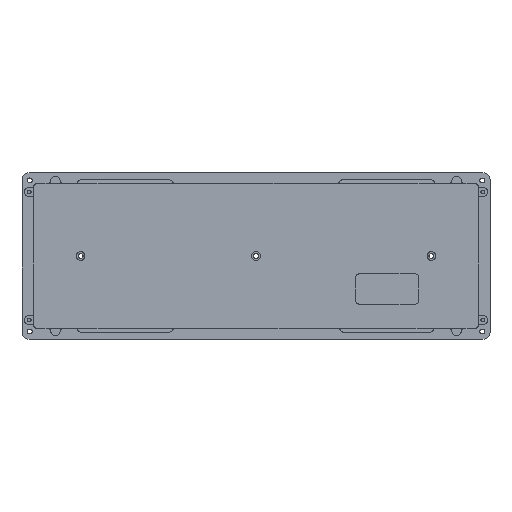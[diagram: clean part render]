
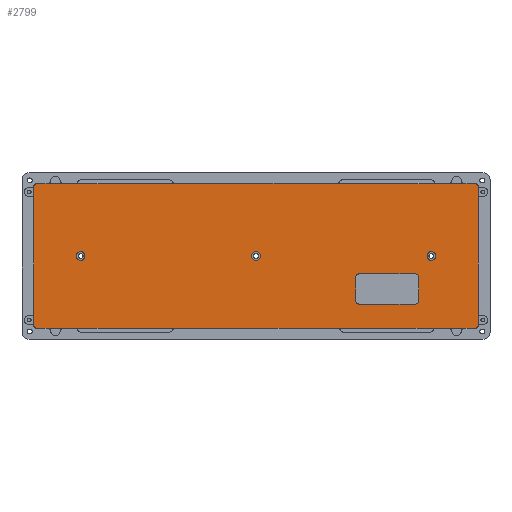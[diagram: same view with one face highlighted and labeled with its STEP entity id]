
A CAD part, top view. The second image highlights one B-rep face of the part: STEP entity #2799.
In plain terms, the highlighted planar face has unit normal (0, 0, 1).
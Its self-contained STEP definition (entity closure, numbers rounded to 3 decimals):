
#34=FACE_BOUND('',#445,.T.);
#35=FACE_BOUND('',#446,.T.);
#36=FACE_BOUND('',#447,.T.);
#37=FACE_BOUND('',#448,.T.);
#88=PLANE('',#3123);
#262=FACE_OUTER_BOUND('',#444,.T.);
#444=EDGE_LOOP('',(#2364,#2365,#2366,#2367,#2368,#2369,#2370,#2371,#2372,
#2373,#2374,#2375));
#445=EDGE_LOOP('',(#2376));
#446=EDGE_LOOP('',(#2377));
#447=EDGE_LOOP('',(#2378));
#448=EDGE_LOOP('',(#2379,#2380,#2381,#2382,#2383,#2384,#2385,#2386));
#589=LINE('',#4570,#796);
#596=LINE('',#4588,#803);
#600=LINE('',#4604,#807);
#645=LINE('',#4752,#852);
#658=LINE('',#4793,#865);
#669=LINE('',#4862,#876);
#670=LINE('',#4864,#877);
#671=LINE('',#4865,#878);
#672=LINE('',#4869,#879);
#673=LINE('',#4873,#880);
#674=LINE('',#4877,#881);
#675=LINE('',#4881,#882);
#796=VECTOR('',#3516,10.);
#803=VECTOR('',#3533,10.);
#807=VECTOR('',#3545,10.);
#852=VECTOR('',#3726,10.);
#865=VECTOR('',#3771,10.);
#876=VECTOR('',#3862,10.);
#877=VECTOR('',#3863,10.);
#878=VECTOR('',#3864,10.);
#879=VECTOR('',#3867,10.);
#880=VECTOR('',#3870,10.);
#881=VECTOR('',#3873,10.);
#882=VECTOR('',#3876,10.);
#1044=CIRCLE('',#3067,2.);
#1052=CIRCLE('',#3083,2.);
#1064=CIRCLE('',#3106,2.4);
#1067=CIRCLE('',#3111,2.4);
#1070=CIRCLE('',#3116,2.4);
#1073=CIRCLE('',#3124,2.);
#1074=CIRCLE('',#3125,2.);
#1075=CIRCLE('',#3126,2.);
#1076=CIRCLE('',#3127,2.);
#1077=CIRCLE('',#3128,2.);
#1078=CIRCLE('',#3129,2.);
#1234=VERTEX_POINT('',#4567);
#1235=VERTEX_POINT('',#4569);
#1240=VERTEX_POINT('',#4585);
#1241=VERTEX_POINT('',#4587);
#1248=VERTEX_POINT('',#4601);
#1249=VERTEX_POINT('',#4603);
#1280=VERTEX_POINT('',#4739);
#1284=VERTEX_POINT('',#4750);
#1292=VERTEX_POINT('',#4780);
#1296=VERTEX_POINT('',#4791);
#1305=VERTEX_POINT('',#4827);
#1308=VERTEX_POINT('',#4836);
#1311=VERTEX_POINT('',#4845);
#1314=VERTEX_POINT('',#4861);
#1315=VERTEX_POINT('',#4863);
#1316=VERTEX_POINT('',#4867);
#1317=VERTEX_POINT('',#4868);
#1318=VERTEX_POINT('',#4870);
#1319=VERTEX_POINT('',#4872);
#1320=VERTEX_POINT('',#4874);
#1321=VERTEX_POINT('',#4876);
#1322=VERTEX_POINT('',#4878);
#1323=VERTEX_POINT('',#4880);
#1540=EDGE_CURVE('',#1234,#1235,#589,.T.);
#1549=EDGE_CURVE('',#1240,#1241,#596,.T.);
#1557=EDGE_CURVE('',#1248,#1249,#600,.T.);
#1624=EDGE_CURVE('',#1240,#1280,#1044,.T.);
#1630=EDGE_CURVE('',#1284,#1280,#645,.F.);
#1645=EDGE_CURVE('',#1234,#1292,#1052,.T.);
#1651=EDGE_CURVE('',#1296,#1292,#658,.F.);
#1667=EDGE_CURVE('',#1305,#1305,#1064,.T.);
#1671=EDGE_CURVE('',#1308,#1308,#1067,.T.);
#1675=EDGE_CURVE('',#1311,#1311,#1070,.T.);
#1682=EDGE_CURVE('',#1296,#1249,#1073,.T.);
#1683=EDGE_CURVE('',#1314,#1248,#669,.T.);
#1684=EDGE_CURVE('',#1315,#1314,#670,.T.);
#1685=EDGE_CURVE('',#1241,#1315,#671,.T.);
#1686=EDGE_CURVE('',#1284,#1235,#1074,.T.);
#1687=EDGE_CURVE('',#1316,#1317,#672,.F.);
#1688=EDGE_CURVE('',#1318,#1317,#1075,.T.);
#1689=EDGE_CURVE('',#1318,#1319,#673,.F.);
#1690=EDGE_CURVE('',#1320,#1319,#1076,.T.);
#1691=EDGE_CURVE('',#1320,#1321,#674,.F.);
#1692=EDGE_CURVE('',#1322,#1321,#1077,.T.);
#1693=EDGE_CURVE('',#1322,#1323,#675,.F.);
#1694=EDGE_CURVE('',#1316,#1323,#1078,.T.);
#2364=ORIENTED_EDGE('',*,*,#1645,.T.);
#2365=ORIENTED_EDGE('',*,*,#1651,.F.);
#2366=ORIENTED_EDGE('',*,*,#1682,.T.);
#2367=ORIENTED_EDGE('',*,*,#1557,.F.);
#2368=ORIENTED_EDGE('',*,*,#1683,.F.);
#2369=ORIENTED_EDGE('',*,*,#1684,.F.);
#2370=ORIENTED_EDGE('',*,*,#1685,.F.);
#2371=ORIENTED_EDGE('',*,*,#1549,.F.);
#2372=ORIENTED_EDGE('',*,*,#1624,.T.);
#2373=ORIENTED_EDGE('',*,*,#1630,.F.);
#2374=ORIENTED_EDGE('',*,*,#1686,.T.);
#2375=ORIENTED_EDGE('',*,*,#1540,.F.);
#2376=ORIENTED_EDGE('',*,*,#1667,.T.);
#2377=ORIENTED_EDGE('',*,*,#1671,.T.);
#2378=ORIENTED_EDGE('',*,*,#1675,.T.);
#2379=ORIENTED_EDGE('',*,*,#1687,.T.);
#2380=ORIENTED_EDGE('',*,*,#1688,.F.);
#2381=ORIENTED_EDGE('',*,*,#1689,.T.);
#2382=ORIENTED_EDGE('',*,*,#1690,.F.);
#2383=ORIENTED_EDGE('',*,*,#1691,.T.);
#2384=ORIENTED_EDGE('',*,*,#1692,.F.);
#2385=ORIENTED_EDGE('',*,*,#1693,.T.);
#2386=ORIENTED_EDGE('',*,*,#1694,.F.);
#2799=ADVANCED_FACE('',(#262,#34,#35,#36,#37),#88,.F.);
#3067=AXIS2_PLACEMENT_3D('',#4741,#3717,#3718);
#3083=AXIS2_PLACEMENT_3D('',#4782,#3762,#3763);
#3106=AXIS2_PLACEMENT_3D('',#4828,#3818,#3819);
#3111=AXIS2_PLACEMENT_3D('',#4837,#3829,#3830);
#3116=AXIS2_PLACEMENT_3D('',#4846,#3840,#3841);
#3123=AXIS2_PLACEMENT_3D('',#4859,#3858,#3859);
#3124=AXIS2_PLACEMENT_3D('',#4860,#3860,#3861);
#3125=AXIS2_PLACEMENT_3D('',#4866,#3865,#3866);
#3126=AXIS2_PLACEMENT_3D('',#4871,#3868,#3869);
#3127=AXIS2_PLACEMENT_3D('',#4875,#3871,#3872);
#3128=AXIS2_PLACEMENT_3D('',#4879,#3874,#3875);
#3129=AXIS2_PLACEMENT_3D('',#4882,#3877,#3878);
#3516=DIRECTION('',(-1.,0.,0.));
#3533=DIRECTION('',(1.,0.,0.));
#3545=DIRECTION('',(1.,0.,0.));
#3717=DIRECTION('center_axis',(0.,0.,1.));
#3718=DIRECTION('ref_axis',(-0.707,0.707,0.));
#3726=DIRECTION('',(0.,-1.,0.));
#3762=DIRECTION('center_axis',(0.,0.,1.));
#3763=DIRECTION('ref_axis',(0.707,-0.707,0.));
#3771=DIRECTION('',(0.,1.,0.));
#3818=DIRECTION('center_axis',(0.,0.,-1.));
#3819=DIRECTION('ref_axis',(-1.,0.,0.));
#3829=DIRECTION('center_axis',(0.,0.,-1.));
#3830=DIRECTION('ref_axis',(-1.,0.,0.));
#3840=DIRECTION('center_axis',(0.,0.,-1.));
#3841=DIRECTION('ref_axis',(-1.,0.,0.));
#3858=DIRECTION('center_axis',(0.,0.,-1.));
#3859=DIRECTION('ref_axis',(-1.,0.,0.));
#3860=DIRECTION('center_axis',(0.,0.,1.));
#3861=DIRECTION('ref_axis',(0.707,0.707,0.));
#3862=DIRECTION('',(0.,-1.,0.));
#3863=DIRECTION('',(1.,0.,0.));
#3864=DIRECTION('',(0.,1.,0.));
#3865=DIRECTION('center_axis',(0.,0.,1.));
#3866=DIRECTION('ref_axis',(-0.707,-0.707,0.));
#3867=DIRECTION('',(0.,-1.,0.));
#3868=DIRECTION('center_axis',(0.,0.,1.));
#3869=DIRECTION('ref_axis',(-0.707,0.707,0.));
#3870=DIRECTION('',(-1.,0.,0.));
#3871=DIRECTION('center_axis',(0.,0.,1.));
#3872=DIRECTION('ref_axis',(0.707,0.707,0.));
#3873=DIRECTION('',(0.,1.,0.));
#3874=DIRECTION('center_axis',(0.,0.,1.));
#3875=DIRECTION('ref_axis',(0.707,-0.707,0.));
#3876=DIRECTION('',(1.,0.,0.));
#3877=DIRECTION('center_axis',(0.,0.,1.));
#3878=DIRECTION('ref_axis',(-0.707,-0.707,0.));
#4567=CARTESIAN_POINT('',(242.388,-78.2,-9.26));
#4569=CARTESIAN_POINT('',(0.5,-78.2,-9.26));
#4570=CARTESIAN_POINT('',(186.166,-78.2,-9.26));
#4585=CARTESIAN_POINT('',(0.5,2.,-9.26));
#4587=CARTESIAN_POINT('',(209.018,2.,-9.26));
#4588=CARTESIAN_POINT('',(56.722,2.,-9.26));
#4601=CARTESIAN_POINT('',(217.448,2.,-9.26));
#4603=CARTESIAN_POINT('',(242.388,2.,-9.26));
#4604=CARTESIAN_POINT('',(56.445,2.,-9.26));
#4739=CARTESIAN_POINT('',(-1.5,0.,-9.26));
#4741=CARTESIAN_POINT('Origin',(0.5,0.,
-9.26));
#4750=CARTESIAN_POINT('',(-1.5,-76.2,-9.26));
#4752=CARTESIAN_POINT('',(-1.5,-59.921,-9.26));
#4780=CARTESIAN_POINT('',(244.388,-76.2,-9.26));
#4782=CARTESIAN_POINT('Origin',(242.388,-76.2,-9.26));
#4791=CARTESIAN_POINT('',(244.388,0.,-9.26));
#4793=CARTESIAN_POINT('',(244.388,-13.821,-9.26));
#4827=CARTESIAN_POINT('',(123.844,-38.1,-9.26));
#4828=CARTESIAN_POINT('Origin',(121.444,-38.1,-9.26));
#4836=CARTESIAN_POINT('',(220.844,-38.1,-9.26));
#4837=CARTESIAN_POINT('Origin',(218.444,-38.1,-9.26));
#4845=CARTESIAN_POINT('',(26.844,-38.1,-9.26));
#4846=CARTESIAN_POINT('Origin',(24.444,-38.1,-9.26));
#4859=CARTESIAN_POINT('Origin',(120.89,-35.643,-9.26));
#4860=CARTESIAN_POINT('Origin',(242.388,0.,-9.26));
#4861=CARTESIAN_POINT('',(217.448,3.823,-9.26));
#4862=CARTESIAN_POINT('',(217.448,8.,-9.26));
#4863=CARTESIAN_POINT('',(209.018,3.823,-9.26));
#4864=CARTESIAN_POINT('',(209.018,3.823,-9.26));
#4865=CARTESIAN_POINT('',(209.018,8.,-9.26));
#4866=CARTESIAN_POINT('Origin',(0.5,-76.2,-9.26));
#4867=CARTESIAN_POINT('',(176.594,-62.706,-9.26));
#4868=CARTESIAN_POINT('',(176.594,-50.006,-9.26));
#4869=CARTESIAN_POINT('',(176.594,-49.175,-9.26));
#4870=CARTESIAN_POINT('',(178.594,-48.006,-9.26));
#4871=CARTESIAN_POINT('Origin',(178.594,-50.006,-9.26));
#4872=CARTESIAN_POINT('',(209.55,-48.006,-9.26));
#4873=CARTESIAN_POINT('',(149.742,-48.006,-9.26));
#4874=CARTESIAN_POINT('',(211.55,-50.006,-9.26));
#4875=CARTESIAN_POINT('Origin',(209.55,-50.006,-9.26));
#4876=CARTESIAN_POINT('',(211.55,-62.706,-9.26));
#4877=CARTESIAN_POINT('',(211.55,-42.825,-9.26));
#4878=CARTESIAN_POINT('',(209.55,-64.706,-9.26));
#4879=CARTESIAN_POINT('Origin',(209.55,-62.706,-9.26));
#4880=CARTESIAN_POINT('',(178.594,-64.706,-9.26));
#4881=CARTESIAN_POINT('',(165.22,-64.706,-9.26));
#4882=CARTESIAN_POINT('Origin',(178.594,-62.706,-9.26));
